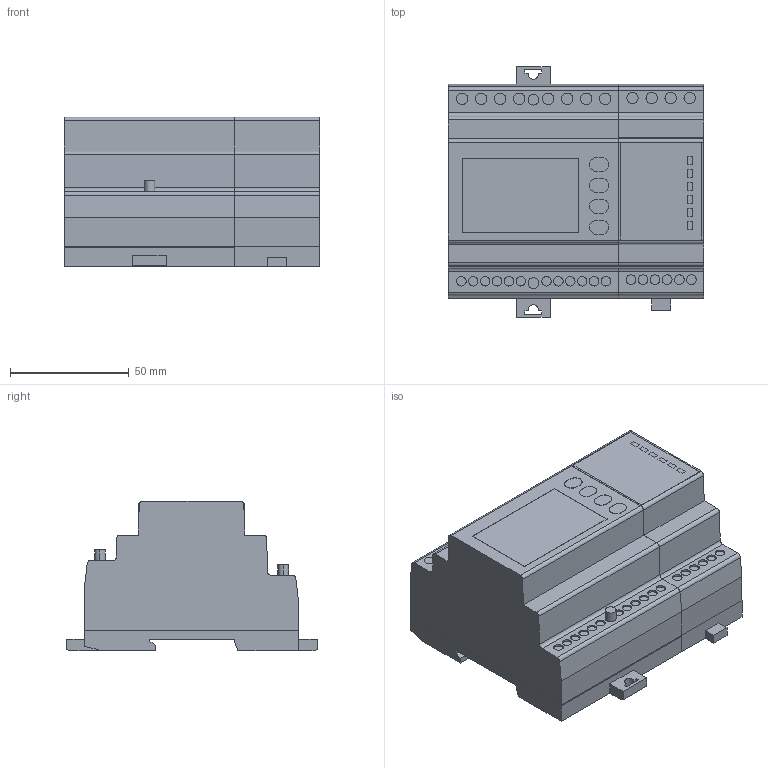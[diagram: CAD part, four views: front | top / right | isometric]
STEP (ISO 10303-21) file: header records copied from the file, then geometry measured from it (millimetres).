
FILE_DESCRIPTION((''),'2;1');
FILE_NAME('3d_PMVF51.stp','2014-05-26T14:26:11',(''),(''),'Mechanical Desktop 2011','Mechanical Desktop 2011',', , ');
FILE_SCHEMA(('CONFIG_CONTROL_DESIGN'));
Length unit declared in the file: millimetre
Products named in the file (1): Product
Bounding box: 107.4 x 105.38 x 63 mm (x, y, z)
Volume: 479417.3 mm3; surface area: 75306.8 mm2
Topology: 14 solids, 22 shells, 458 faces, 1180 edges, 818 vertices
Faces by surface type: plane 316, cylinder 142
Entity records: 14072 total; most frequent: CARTESIAN_POINT 2447, DIRECTION 2432, ORIENTED_EDGE 2336, EDGE_CURVE 1168, VECTOR 846, LINE 846, VERTEX_POINT 794, AXIS2_PLACEMENT_3D 793
